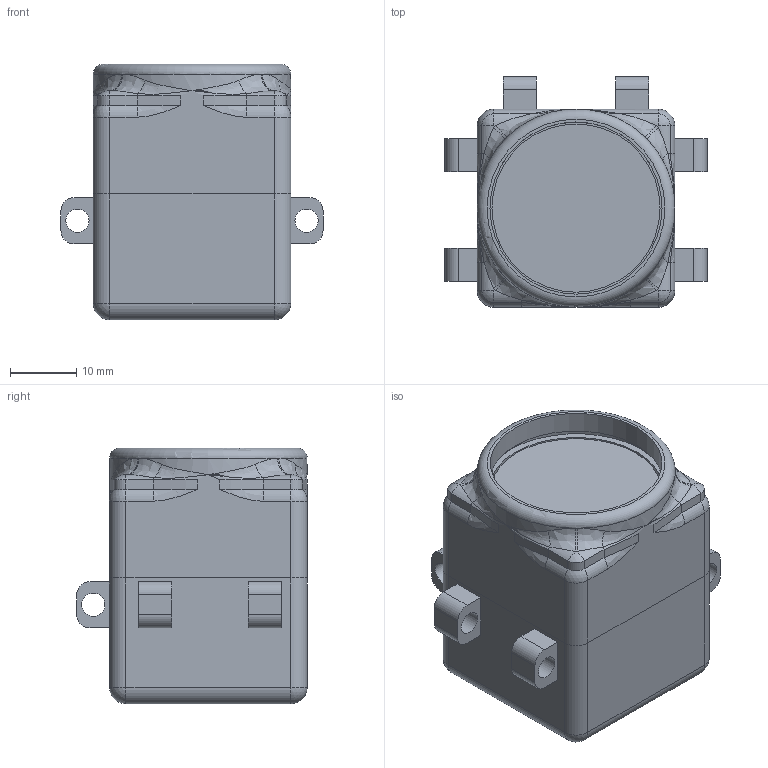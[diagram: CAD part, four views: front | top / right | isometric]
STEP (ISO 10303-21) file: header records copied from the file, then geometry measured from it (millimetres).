
FILE_DESCRIPTION(/* description */ (''),/* implementation_level */ '2;1');
FILE_NAME(/* name */ 'Stereocam Final_Light Housing v1.step',/* time_stamp */ '2022-09-13T22:43:39-04:00',/* author */ (''),/* organization */ (''),/* preprocessor_version */ 'ST-DEVELOPER v19',/* originating_system */ 'Autodesk Translation Framework v11.7.0.108',/* authorisation */ '');
FILE_SCHEMA (('AUTOMOTIVE_DESIGN { 1 0 10303 214 3 1 1 }'));
Length unit declared in the file: millimetre
Products named in the file (13): Stereocam Final_Light Housing; Cree LED plate; carclo medium spot; 10413_iss2_041007; Cree LED-XP-E2; 2500-00565C_ASM; 2500-00565C; 2500-00565C-BT; 2500-00565C-SBN; 2500-00565C-SB; 2610-00066-DOME; 8477K21_Borosilicate Glass Disc; 9262K617_Oil-Resistant Buna-N O-Ring
Assembly tree (12 placements, depth 4):
  Stereocam Final_Light Housing
    Cree LED plate
    carclo medium spot
      10413_iss2_041007
    Cree LED-XP-E2
      2500-00565C_ASM
        2500-00565C
        2500-00565C-BT
        2500-00565C-SBN
        2500-00565C-SB
      2610-00066-DOME
    8477K21_Borosilicate Glass Disc
    9262K617_Oil-Resistant Buna-N O-Ring
Bounding box: 39.6 x 34.81 x 38.6 mm (x, y, z)
Volume: 20039.6 mm3; surface area: 15672.4 mm2
Topology: 55 solids, 114 shells, 996 faces, 2662 edges, 1830 vertices
Faces by surface type: plane 648, bspline 217, cylinder 89, cone 18, sphere 17, torus 7
Full cylindrical faces by diameter (mm): 0.063 x2, 3.5 x6, 16 x1, 25.4 x1, 26 x2, 28 x1
Entity records: 41080 total; most frequent: CARTESIAN_POINT 16656, ORIENTED_EDGE 5019, DIRECTION 4106, EDGE_CURVE 2649, LINE 1938, VECTOR 1938, VERTEX_POINT 1830, AXIS2_PLACEMENT_3D 1084
